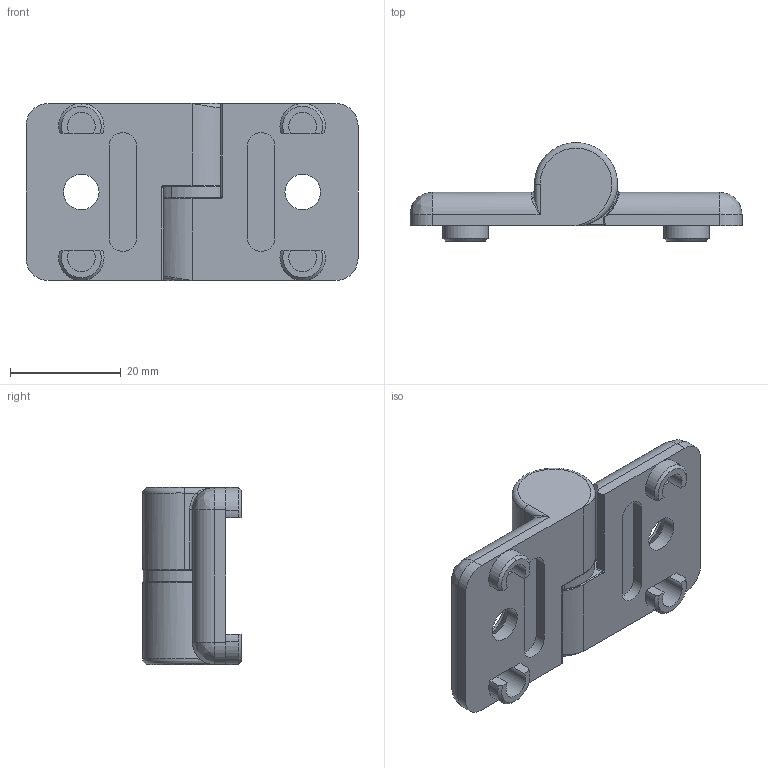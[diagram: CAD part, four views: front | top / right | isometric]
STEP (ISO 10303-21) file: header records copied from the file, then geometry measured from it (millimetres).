
FILE_DESCRIPTION (( 'STEP AP214' ), '1' );
FILE_NAME ('7228710', '2019-01-30T08:59:21', ( '' ), ('JUGARD+KÜNSTNER GmbH'), 'SwSTEP 2.0', 'SolidWorks 2017', '' );
FILE_SCHEMA (( 'AUTOMOTIVE_DESIGN' ));
Length unit declared in the file: millimetre
Products named in the file (4): 7228710; Part2; Part4; Part1
Assembly tree (4 placements, depth 2):
  7228710
    Part2  x2
    Part4
    Part1
Bounding box: 60 x 17.8 x 32 mm (x, y, z)
Volume: 13079.8 mm3; surface area: 8005.7 mm2
Topology: 4 solids, 4 shells, 162 faces, 406 edges, 248 vertices
Faces by surface type: cylinder 76, plane 50, bspline 20, cone 16
Entity records: 4307 total; most frequent: CARTESIAN_POINT 1008, DIRECTION 473, ORIENTED_EDGE 436, EDGE_CURVE 218, AXIS2_PLACEMENT_3D 188, VERTEX_POINT 136, UNCERTAINTY_MEASURE_WITH_UNIT 102, EDGE_LOOP 100
